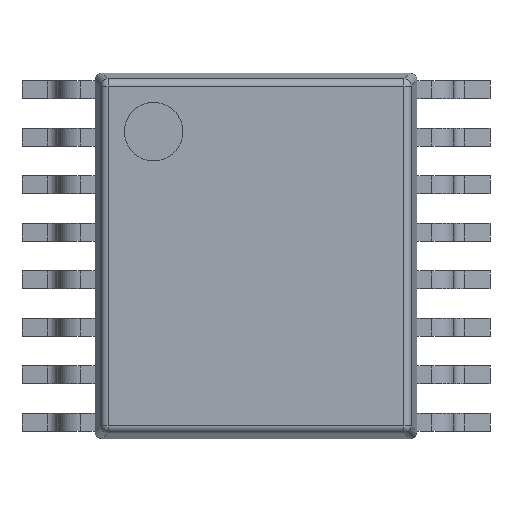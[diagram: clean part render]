
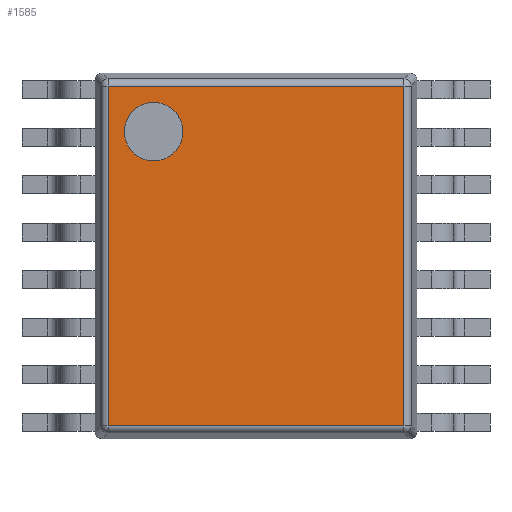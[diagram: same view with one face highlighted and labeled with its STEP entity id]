
A CAD part, top view. The second image highlights one B-rep face of the part: STEP entity #1585.
In plain terms, the highlighted face is planar.
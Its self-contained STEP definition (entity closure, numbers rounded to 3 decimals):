
#656=CARTESIAN_POINT('',(-1.4,0.45,-1.7));
#657=DIRECTION('',(0.,-1.,0.));
#658=DIRECTION('',(1.,0.,0.));
#659=AXIS2_PLACEMENT_3D('',#656,#657,#658);
#664=CARTESIAN_POINT('',(-1.4,0.45,-1.7));
#665=DIRECTION('',(0.,-1.,0.));
#666=DIRECTION('',(-1.,0.,0.));
#667=AXIS2_PLACEMENT_3D('',#664,#665,#666);
#672=DIRECTION('',(0.,0.,1.));
#673=VECTOR('',#672,4.647);
#674=CARTESIAN_POINT('',(-2.023,0.45,-2.323));
#675=LINE('',#674,#673);
#679=DIRECTION('',(-1.,0.,0.));
#680=VECTOR('',#679,4.047);
#681=CARTESIAN_POINT('',(2.023,0.45,-2.323));
#682=LINE('',#681,#680);
#686=DIRECTION('',(0.,0.,-1.));
#687=VECTOR('',#686,4.647);
#688=CARTESIAN_POINT('',(2.023,0.45,2.323));
#689=LINE('',#688,#687);
#693=DIRECTION('',(1.,0.,0.));
#694=VECTOR('',#693,4.047);
#695=CARTESIAN_POINT('',(-2.023,0.45,2.323));
#696=LINE('',#695,#694);
#923=CARTESIAN_POINT('',(-1.,0.45,-1.7));
#924=CARTESIAN_POINT('',(-1.8,0.45,-1.7));
#925=VERTEX_POINT('',#923);
#926=VERTEX_POINT('',#924);
#939=CARTESIAN_POINT('',(-2.023,0.45,-2.323));
#940=CARTESIAN_POINT('',(-2.023,0.45,2.323));
#941=VERTEX_POINT('',#939);
#942=VERTEX_POINT('',#940);
#947=CARTESIAN_POINT('',(2.023,0.45,2.323));
#948=CARTESIAN_POINT('',(2.023,0.45,-2.323));
#949=VERTEX_POINT('',#947);
#950=VERTEX_POINT('',#948);
#1568=CARTESIAN_POINT('',(0.,0.45,0.));
#1569=DIRECTION('',(0.,1.,0.));
#1570=DIRECTION('',(1.,0.,0.));
#1571=AXIS2_PLACEMENT_3D('',#1568,#1569,#1570);
#1572=PLANE('',#1571);
#1573=ORIENTED_EDGE('',*,*,#1492,.F.);
#1574=ORIENTED_EDGE('',*,*,#1559,.F.);
#1575=ORIENTED_EDGE('',*,*,#1401,.F.);
#1576=ORIENTED_EDGE('',*,*,#1430,.F.);
#1577=EDGE_LOOP('',(#1573,#1574,#1575,#1576));
#1578=FACE_OUTER_BOUND('',#1577,.F.);
#1580=ORIENTED_EDGE('',*,*,#1579,.F.);
#1582=ORIENTED_EDGE('',*,*,#1581,.F.);
#1583=EDGE_LOOP('',(#1580,#1582));
#1584=FACE_BOUND('',#1583,.F.);
#660=CIRCLE('',#659,0.4);
#668=CIRCLE('',#667,0.4);
#1401=EDGE_CURVE('',#949,#950,#689,.T.);
#1430=EDGE_CURVE('',#942,#949,#696,.T.);
#1492=EDGE_CURVE('',#941,#942,#675,.T.);
#1559=EDGE_CURVE('',#950,#941,#682,.T.);
#1579=EDGE_CURVE('',#925,#926,#660,.T.);
#1581=EDGE_CURVE('',#926,#925,#668,.T.);
#1585=ADVANCED_FACE('',(#1578,#1584),#1572,.T.);
